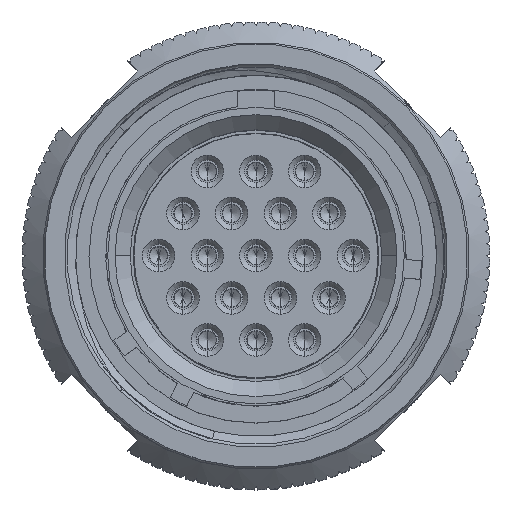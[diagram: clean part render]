
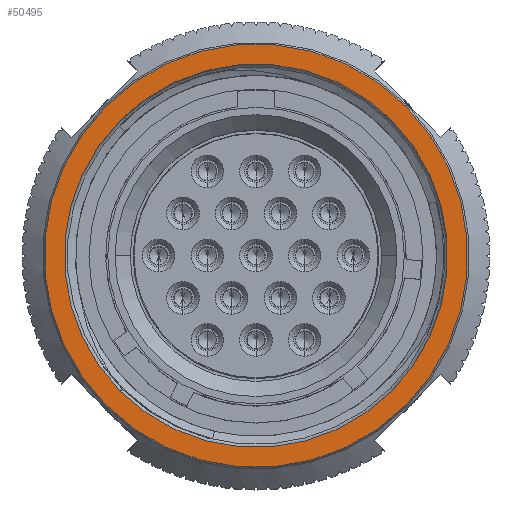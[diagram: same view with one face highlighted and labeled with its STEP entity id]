
A CAD part, top view. The second image highlights one B-rep face of the part: STEP entity #50495.
In plain terms, the highlighted planar face has unit normal (0, 0, 1).
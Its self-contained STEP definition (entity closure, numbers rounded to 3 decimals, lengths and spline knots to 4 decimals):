
#4379=CARTESIAN_POINT('',(0.,0.,0.53));
#4380=DIRECTION('',(0.,0.,1.));
#4381=DIRECTION('',(0.707,0.707,0.));
#4382=AXIS2_PLACEMENT_3D('',#4379,#4380,#4381);
#4384=CARTESIAN_POINT('',(0.,0.,0.53));
#4385=DIRECTION('',(0.,0.,-1.));
#4386=DIRECTION('',(0.707,0.707,0.));
#4387=AXIS2_PLACEMENT_3D('',#4384,#4385,#4386);
#4389=CARTESIAN_POINT('',(0.,0.,0.53));
#4390=DIRECTION('',(0.,0.,1.));
#4391=DIRECTION('',(0.707,0.707,0.));
#4392=AXIS2_PLACEMENT_3D('',#4389,#4390,#4391);
#4394=CARTESIAN_POINT('',(0.,0.,0.53));
#4395=DIRECTION('',(0.,0.,1.));
#4396=DIRECTION('',(-0.707,-0.707,0.));
#4397=AXIS2_PLACEMENT_3D('',#4394,#4395,#4396);
#40671=CARTESIAN_POINT('',(0.3999,0.3999,0.53));
#40673=VERTEX_POINT('',#40671);
#40675=CARTESIAN_POINT('',(-0.3999,-0.3999,0.53));
#40677=VERTEX_POINT('',#40675);
#40682=CARTESIAN_POINT('',(0.362,0.362,0.53));
#40683=CARTESIAN_POINT('',(-0.362,-0.362,0.53));
#40684=VERTEX_POINT('',#40682);
#40685=VERTEX_POINT('',#40683);
#50479=CARTESIAN_POINT('',(0.,0.,0.53));
#50480=DIRECTION('',(0.,0.,-1.));
#50481=DIRECTION('',(-0.707,-0.707,0.));
#50482=AXIS2_PLACEMENT_3D('',#50479,#50480,#50481);
#50483=PLANE('',#50482);
#50485=ORIENTED_EDGE('',*,*,#50484,.F.);
#50487=ORIENTED_EDGE('',*,*,#50486,.T.);
#50488=EDGE_LOOP('',(#50485,#50487));
#50489=FACE_OUTER_BOUND('',#50488,.F.);
#50490=ORIENTED_EDGE('',*,*,#50469,.T.);
#50492=ORIENTED_EDGE('',*,*,#50491,.T.);
#50493=EDGE_LOOP('',(#50490,#50492));
#50494=FACE_BOUND('',#50493,.F.);
#50495=ADVANCED_FACE('',(#50489,#50494),#50483,.F.);
#4383=CIRCLE('',#4382,0.5655);
#4388=CIRCLE('',#4387,0.5655);
#4393=CIRCLE('',#4392,0.512);
#4398=CIRCLE('',#4397,0.512);
#50469=EDGE_CURVE('',#40684,#40685,#4393,.T.);
#50484=EDGE_CURVE('',#40673,#40677,#4383,.T.);
#50486=EDGE_CURVE('',#40673,#40677,#4388,.T.);
#50491=EDGE_CURVE('',#40685,#40684,#4398,.T.);
